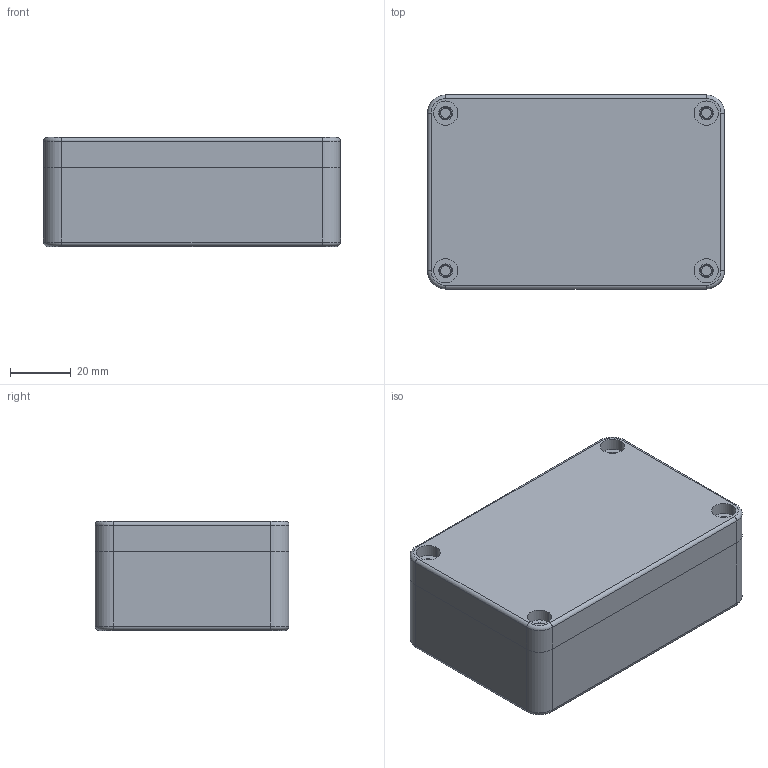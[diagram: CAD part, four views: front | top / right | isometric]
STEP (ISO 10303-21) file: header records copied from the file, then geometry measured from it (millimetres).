
FILE_DESCRIPTION((''),'2;1');
FILE_NAME('HALP061004_ASM','2009-01-21T',('pasi_koskela'),(''),'PRO/ENGINEER BY PARAMETRIC TECHNOLOGY CORPORATION, 2008250','PRO/ENGINEER BY PARAMETRIC TECHNOLOGY CORPORATION, 2008250','');
FILE_SCHEMA(('AUTOMOTIVE_DESIGN_CC2 { 1 2 10303 214 -1 1 5 2 }'));
Length unit declared in the file: millimetre
Products named in the file (3): HALP061003B; HALP061001L; HALP061004_ASM
Assembly tree (2 placements, depth 2):
  HALP061004_ASM
    HALP061003B
    HALP061001L
Bounding box: 98 x 64 x 36 mm (x, y, z)
Volume: 87340.2 mm3; surface area: 49594 mm2
Topology: 2 solids, 8 shells, 235 faces, 584 edges, 374 vertices
Faces by surface type: cylinder 124, plane 79, cone 24, torus 8
Entity records: 9045 total; most frequent: DIRECTION 1338, CARTESIAN_POINT 1188, ORIENTED_EDGE 1144, PRESENTATION_STYLE_ASSIGNMENT 580, STYLED_ITEM 580, CURVE_STYLE 572, EDGE_CURVE 572, AXIS2_PLACEMENT_3D 524
